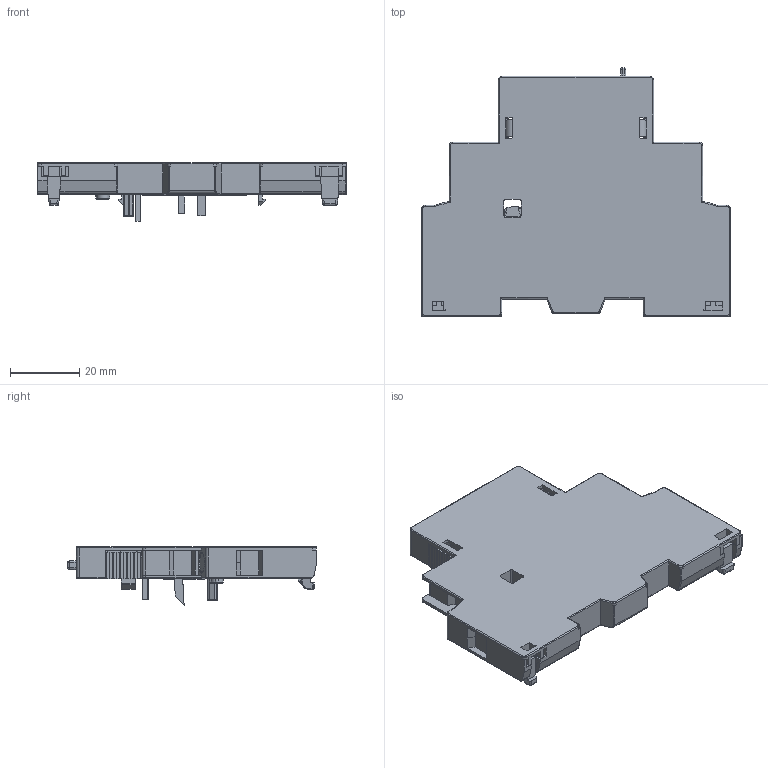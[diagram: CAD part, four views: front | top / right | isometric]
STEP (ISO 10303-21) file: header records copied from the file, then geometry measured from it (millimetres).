
FILE_DESCRIPTION((''),'2;1');
FILE_NAME('L51','2024-04-29T12:57:56',('dyhoumm'),(''),'CREO PARAMETRIC BY PTC INC, 2020044','CREO PARAMETRIC BY PTC INC, 2020044','');
FILE_SCHEMA(('CONFIG_CONTROL_DESIGN','SHAPE_APPEARANCE_LAYERS_GROUPS'));
Length unit declared in the file: millimetre
Products named in the file (1): L51
Bounding box: 89 x 71.7 x 16.88 mm (x, y, z)
Volume: 42769.4 mm3; surface area: 15707.1 mm2
Topology: 1 solids, 7 shells, 816 faces, 2292 edges, 1491 vertices
Faces by surface type: plane 527, cylinder 223, torus 27, cone 16, bspline 12, sphere 11
Entity records: 33473 total; most frequent: CARTESIAN_POINT 7066, ORIENTED_EDGE 4552, DIRECTION 4250, EDGE_CURVE 2284, VECTOR 1684, LINE 1684, VERTEX_POINT 1491, AXIS2_PLACEMENT_3D 1283
